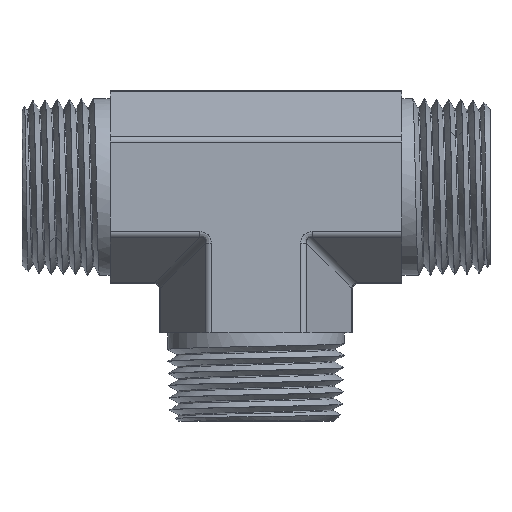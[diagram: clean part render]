
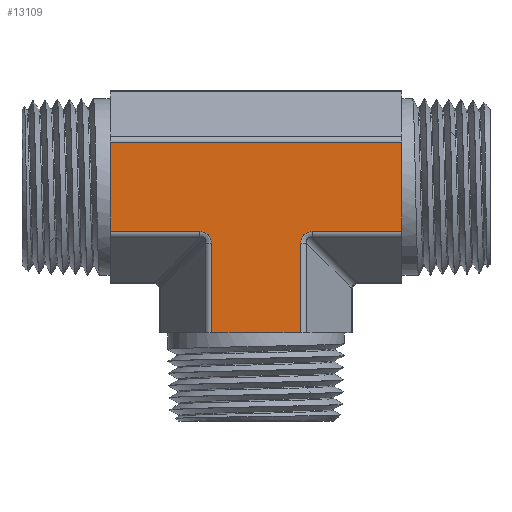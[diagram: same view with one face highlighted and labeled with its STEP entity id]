
A CAD part, top view. The second image highlights one B-rep face of the part: STEP entity #13109.
In plain terms, the highlighted planar face has unit normal (0, 0, 1).
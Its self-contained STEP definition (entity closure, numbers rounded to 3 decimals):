
#146=DIRECTION('',(0.,-1.,0.));
#147=VECTOR('',#146,2.689);
#148=CARTESIAN_POINT('',(22.,6.755,12.7));
#149=LINE('',#148,#147);
#259=DIRECTION('',(0.,-1.,0.));
#260=VECTOR('',#259,2.689);
#261=CARTESIAN_POINT('',(22.,-4.066,12.7));
#262=LINE('',#261,#260);
#319=DIRECTION('',(1.,0.,0.));
#320=VECTOR('',#319,44.);
#321=CARTESIAN_POINT('',(-22.,6.755,12.7));
#322=LINE('',#321,#320);
#326=DIRECTION('',(0.,-1.,0.));
#327=VECTOR('',#326,8.132);
#328=CARTESIAN_POINT('',(22.,4.066,12.7));
#329=LINE('',#328,#327);
#333=DIRECTION('',(-1.,0.,0.));
#334=VECTOR('',#333,13.513);
#335=CARTESIAN_POINT('',(22.,-6.755,12.7));
#336=LINE('',#335,#334);
#340=CARTESIAN_POINT('',(6.755,-8.487,12.7));
#341=CARTESIAN_POINT('',(6.755,-8.435,12.7));
#342=CARTESIAN_POINT('',(6.759,-8.331,12.7));
#343=CARTESIAN_POINT('',(6.776,-8.182,12.7));
#344=CARTESIAN_POINT('',(6.803,-8.039,12.7));
#345=CARTESIAN_POINT('',(6.839,-7.904,12.7));
#346=CARTESIAN_POINT('',(6.884,-7.777,12.7));
#347=CARTESIAN_POINT('',(6.936,-7.66,12.7));
#348=CARTESIAN_POINT('',(6.994,-7.553,12.7));
#349=CARTESIAN_POINT('',(7.058,-7.454,12.7));
#350=CARTESIAN_POINT('',(7.126,-7.362,12.7));
#351=CARTESIAN_POINT('',(7.199,-7.278,12.7));
#352=CARTESIAN_POINT('',(7.278,-7.199,12.7));
#353=CARTESIAN_POINT('',(7.363,-7.126,12.7));
#354=CARTESIAN_POINT('',(7.454,-7.057,12.7));
#355=CARTESIAN_POINT('',(7.553,-6.994,12.7));
#356=CARTESIAN_POINT('',(7.661,-6.936,12.7));
#357=CARTESIAN_POINT('',(7.778,-6.884,12.7));
#358=CARTESIAN_POINT('',(7.904,-6.839,12.7));
#359=CARTESIAN_POINT('',(8.039,-6.803,12.7));
#360=CARTESIAN_POINT('',(8.182,-6.776,12.7));
#361=CARTESIAN_POINT('',(8.332,-6.759,12.7));
#362=CARTESIAN_POINT('',(8.435,-6.755,12.7));
#363=CARTESIAN_POINT('',(8.487,-6.755,12.7));
#368=DIRECTION('',(0.,1.,0.));
#369=VECTOR('',#368,13.513);
#370=CARTESIAN_POINT('',(6.755,-22.,12.7));
#371=LINE('',#370,#369);
#375=DIRECTION('',(1.,0.,0.));
#376=VECTOR('',#375,8.132);
#377=CARTESIAN_POINT('',(-4.066,-22.,12.7));
#378=LINE('',#377,#376);
#382=DIRECTION('',(0.,1.,0.));
#383=VECTOR('',#382,13.513);
#384=CARTESIAN_POINT('',(-6.755,-22.,12.7));
#385=LINE('',#384,#383);
#389=CARTESIAN_POINT('',(-8.487,-6.755,12.7));
#390=CARTESIAN_POINT('',(-8.435,-6.755,12.7));
#391=CARTESIAN_POINT('',(-8.331,-6.759,12.7));
#392=CARTESIAN_POINT('',(-8.182,-6.776,12.7));
#393=CARTESIAN_POINT('',(-8.039,-6.803,12.7));
#394=CARTESIAN_POINT('',(-7.904,-6.839,12.7));
#395=CARTESIAN_POINT('',(-7.777,-6.884,12.7));
#396=CARTESIAN_POINT('',(-7.66,-6.936,12.7));
#397=CARTESIAN_POINT('',(-7.553,-6.994,12.7));
#398=CARTESIAN_POINT('',(-7.454,-7.058,12.7));
#399=CARTESIAN_POINT('',(-7.362,-7.126,12.7));
#400=CARTESIAN_POINT('',(-7.278,-7.199,12.7));
#401=CARTESIAN_POINT('',(-7.199,-7.278,12.7));
#402=CARTESIAN_POINT('',(-7.126,-7.363,12.7));
#403=CARTESIAN_POINT('',(-7.057,-7.454,12.7));
#404=CARTESIAN_POINT('',(-6.994,-7.553,12.7));
#405=CARTESIAN_POINT('',(-6.936,-7.661,12.7));
#406=CARTESIAN_POINT('',(-6.884,-7.778,12.7));
#407=CARTESIAN_POINT('',(-6.839,-7.904,12.7));
#408=CARTESIAN_POINT('',(-6.803,-8.039,12.7));
#409=CARTESIAN_POINT('',(-6.776,-8.182,12.7));
#410=CARTESIAN_POINT('',(-6.759,-8.332,12.7));
#411=CARTESIAN_POINT('',(-6.755,-8.435,12.7));
#412=CARTESIAN_POINT('',(-6.755,-8.487,12.7));
#417=DIRECTION('',(1.,0.,0.));
#418=VECTOR('',#417,13.513);
#419=CARTESIAN_POINT('',(-22.,-6.755,12.7));
#420=LINE('',#419,#418);
#424=DIRECTION('',(0.,-1.,0.));
#425=VECTOR('',#424,8.132);
#426=CARTESIAN_POINT('',(-22.,4.066,12.7));
#427=LINE('',#426,#425);
#551=DIRECTION('',(0.,1.,0.));
#552=VECTOR('',#551,2.689);
#553=CARTESIAN_POINT('',(-22.,4.066,12.7));
#554=LINE('',#553,#552);
#664=DIRECTION('',(0.,1.,0.));
#665=VECTOR('',#664,2.689);
#666=CARTESIAN_POINT('',(-22.,-6.755,12.7));
#667=LINE('',#666,#665);
#11597=DIRECTION('',(-1.,0.,0.));
#11598=VECTOR('',#11597,2.689);
#11599=CARTESIAN_POINT('',(-4.066,-22.,12.7));
#11600=LINE('',#11599,#11598);
#11642=DIRECTION('',(-1.,0.,0.));
#11643=VECTOR('',#11642,2.689);
#11644=CARTESIAN_POINT('',(6.755,-22.,12.7));
#11645=LINE('',#11644,#11643);
#12741=CARTESIAN_POINT('',(22.,6.755,12.7));
#12743=VERTEX_POINT('',#12741);
#12744=CARTESIAN_POINT('',(-22.,6.755,12.7));
#12745=VERTEX_POINT('',#12744);
#12780=CARTESIAN_POINT('',(-6.755,-22.,12.7));
#12782=VERTEX_POINT('',#12780);
#12786=CARTESIAN_POINT('',(-6.755,-8.487,
12.7));
#12787=VERTEX_POINT('',#12786);
#12789=CARTESIAN_POINT('',(-22.,-6.755,12.7));
#12791=VERTEX_POINT('',#12789);
#12792=CARTESIAN_POINT('',(-8.487,-6.755,
12.7));
#12793=VERTEX_POINT('',#12792);
#12797=CARTESIAN_POINT('',(6.755,-22.,12.7));
#12799=VERTEX_POINT('',#12797);
#12800=CARTESIAN_POINT('',(6.755,-8.487,
12.7));
#12801=VERTEX_POINT('',#12800);
#12804=CARTESIAN_POINT('',(22.,-6.755,12.7));
#12806=VERTEX_POINT('',#12804);
#12810=CARTESIAN_POINT('',(8.487,-6.755,
12.7));
#12811=VERTEX_POINT('',#12810);
#12908=CARTESIAN_POINT('',(-22.,4.066,12.7));
#12909=CARTESIAN_POINT('',(-22.,-4.066,12.7));
#12910=VERTEX_POINT('',#12908);
#12911=VERTEX_POINT('',#12909);
#12922=CARTESIAN_POINT('',(-4.066,-22.,12.7));
#12923=CARTESIAN_POINT('',(4.066,-22.,12.7));
#12924=VERTEX_POINT('',#12922);
#12925=VERTEX_POINT('',#12923);
#12948=CARTESIAN_POINT('',(22.,4.066,12.7));
#12949=CARTESIAN_POINT('',(22.,-4.066,12.7));
#12950=VERTEX_POINT('',#12948);
#12951=VERTEX_POINT('',#12949);
#13073=CARTESIAN_POINT('',(0.,7.332,12.7));
#13074=DIRECTION('',(0.,0.,1.));
#13075=DIRECTION('',(0.,-1.,0.));
#13076=AXIS2_PLACEMENT_3D('',#13073,#13074,#13075);
#13077=PLANE('',#13076);
#13078=ORIENTED_EDGE('',*,*,#13064,.T.);
#13079=ORIENTED_EDGE('',*,*,#12969,.T.);
#13081=ORIENTED_EDGE('',*,*,#13080,.T.);
#13082=ORIENTED_EDGE('',*,*,#13031,.T.);
#13084=ORIENTED_EDGE('',*,*,#13083,.T.);
#13086=ORIENTED_EDGE('',*,*,#13085,.F.);
#13088=ORIENTED_EDGE('',*,*,#13087,.F.);
#13090=ORIENTED_EDGE('',*,*,#13089,.T.);
#13092=ORIENTED_EDGE('',*,*,#13091,.F.);
#13094=ORIENTED_EDGE('',*,*,#13093,.T.);
#13096=ORIENTED_EDGE('',*,*,#13095,.T.);
#13098=ORIENTED_EDGE('',*,*,#13097,.F.);
#13100=ORIENTED_EDGE('',*,*,#13099,.F.);
#13102=ORIENTED_EDGE('',*,*,#13101,.T.);
#13104=ORIENTED_EDGE('',*,*,#13103,.F.);
#13106=ORIENTED_EDGE('',*,*,#13105,.T.);
#13107=EDGE_LOOP('',(#13078,#13079,#13081,#13082,#13084,#13086,#13088,#13090,
#13092,#13094,#13096,#13098,#13100,#13102,#13104,#13106));
#13108=FACE_OUTER_BOUND('',#13107,.F.);
#364=B_SPLINE_CURVE_WITH_KNOTS('',3,(#340,#341,#342,#343,#344,#345,#346,#347,
#348,#349,#350,#351,#352,#353,#354,#355,#356,#357,#358,#359,#360,#361,#362,
#363),.UNSPECIFIED.,.F.,.F.,(4,1,1,1,1,1,1,1,1,1,1,1,1,1,1,1,1,1,1,1,1,4),(0.,
0.048,0.095,0.143,0.19,
0.238,0.286,0.333,0.381,
0.429,0.476,0.524,0.571,
0.619,0.667,0.714,0.762,
0.81,0.857,0.905,0.952,1.),
.UNSPECIFIED.);
#413=B_SPLINE_CURVE_WITH_KNOTS('',3,(#389,#390,#391,#392,#393,#394,#395,#396,
#397,#398,#399,#400,#401,#402,#403,#404,#405,#406,#407,#408,#409,#410,#411,
#412),.UNSPECIFIED.,.F.,.F.,(4,1,1,1,1,1,1,1,1,1,1,1,1,1,1,1,1,1,1,1,1,4),(0.,
0.048,0.095,0.143,0.19,
0.238,0.286,0.333,0.381,
0.429,0.476,0.524,0.571,
0.619,0.667,0.714,0.762,
0.81,0.857,0.905,0.952,1.),
.UNSPECIFIED.);
#12969=EDGE_CURVE('',#12743,#12950,#149,.T.);
#13031=EDGE_CURVE('',#12951,#12806,#262,.T.);
#13064=EDGE_CURVE('',#12745,#12743,#322,.T.);
#13080=EDGE_CURVE('',#12950,#12951,#329,.T.);
#13083=EDGE_CURVE('',#12806,#12811,#336,.T.);
#13085=EDGE_CURVE('',#12801,#12811,#364,.T.);
#13087=EDGE_CURVE('',#12799,#12801,#371,.T.);
#13089=EDGE_CURVE('',#12799,#12925,#11645,.T.);
#13091=EDGE_CURVE('',#12924,#12925,#378,.T.);
#13093=EDGE_CURVE('',#12924,#12782,#11600,.T.);
#13095=EDGE_CURVE('',#12782,#12787,#385,.T.);
#13097=EDGE_CURVE('',#12793,#12787,#413,.T.);
#13099=EDGE_CURVE('',#12791,#12793,#420,.T.);
#13101=EDGE_CURVE('',#12791,#12911,#667,.T.);
#13103=EDGE_CURVE('',#12910,#12911,#427,.T.);
#13105=EDGE_CURVE('',#12910,#12745,#554,.T.);
#13109=ADVANCED_FACE('',(#13108),#13077,.T.);
